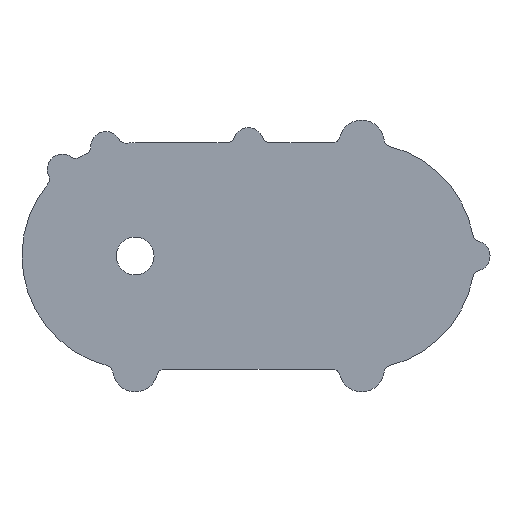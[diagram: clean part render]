
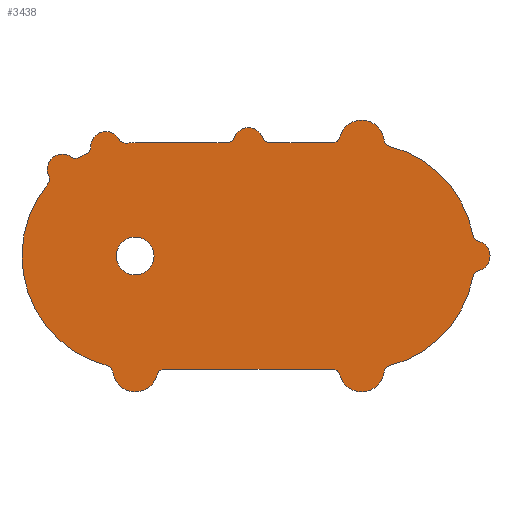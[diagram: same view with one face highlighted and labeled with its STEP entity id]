
A CAD part, front view. The second image highlights one B-rep face of the part: STEP entity #3438.
In plain terms, the highlighted planar face has unit normal (0, -1, 0).
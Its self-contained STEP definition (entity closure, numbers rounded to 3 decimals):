
#1736=VERTEX_POINT('',#1737);
#1737=CARTESIAN_POINT('',(12.5,0.0,0.));
#1743=EDGE_CURVE('',#1736,#1736,#1744,.F.);
#1744=CIRCLE('',#1745,12.5);
#1745=AXIS2_PLACEMENT_3D('',#1746,#1747,#1748);
#1746=CARTESIAN_POINT('',(0.0,0.0,0.0));
#1747=DIRECTION('',(0.0,1.0,0.0));
#1748=DIRECTION('',(-1.0,0.0,0.0));
#2610=VERTEX_POINT('',#2611);
#2611=CARTESIAN_POINT('',(135.476,0.0,-78.75));
#2617=EDGE_CURVE('',#2610,#2618,#2620,.T.);
#2618=VERTEX_POINT('',#2619);
#2619=CARTESIAN_POINT('',(130.635,0.0,-75.0));
#2620=CIRCLE('',#2621,5.0);
#2621=AXIS2_PLACEMENT_3D('',#2622,#2623,#2624);
#2622=CARTESIAN_POINT('',(130.635,0.0,-80.0));
#2623=DIRECTION('',(0.0,-1.0,0.0));
#2624=DIRECTION('',(0.612,0.0,0.791));
#2643=VERTEX_POINT('',#2644);
#2644=CARTESIAN_POINT('',(164.882,0.0,-76.875));
#2650=EDGE_CURVE('',#2643,#2610,#2651,.T.);
#2651=CIRCLE('',#2652,15.0);
#2652=AXIS2_PLACEMENT_3D('',#2653,#2654,#2655);
#2653=CARTESIAN_POINT('',(150.0,0.0,-75.0));
#2654=DIRECTION('',(0.0,1.0,0.0));
#2655=DIRECTION('',(-1.0,0.0,0.0));
#2667=VERTEX_POINT('',#2668);
#2668=CARTESIAN_POINT('',(-14.882,0.0,-76.875));
#2674=EDGE_CURVE('',#2667,#2675,#2677,.T.);
#2675=VERTEX_POINT('',#2676);
#2676=CARTESIAN_POINT('',(-18.603,0.0,-72.656));
#2677=CIRCLE('',#2678,5.0);
#2678=AXIS2_PLACEMENT_3D('',#2679,#2680,#2681);
#2679=CARTESIAN_POINT('',(-19.843,0.0,-77.5));
#2680=DIRECTION('',(0.0,-1.0,0.0));
#2681=DIRECTION('',(0.75,0.0,0.661));
#2700=VERTEX_POINT('',#2701);
#2701=CARTESIAN_POINT('',(14.524,0.0,-78.75));
#2707=EDGE_CURVE('',#2700,#2667,#2708,.T.);
#2708=CIRCLE('',#2709,15.0);
#2709=AXIS2_PLACEMENT_3D('',#2710,#2711,#2712);
#2710=CARTESIAN_POINT('',(0.,0.0,-75.0));
#2711=DIRECTION('',(0.0,1.0,0.0));
#2712=DIRECTION('',(-1.0,0.0,0.0));
#2722=EDGE_CURVE('',#2723,#2700,#2725,.T.);
#2723=VERTEX_POINT('',#2724);
#2724=CARTESIAN_POINT('',(19.365,0.0,-75.0));
#2725=CIRCLE('',#2726,5.0);
#2726=AXIS2_PLACEMENT_3D('',#2727,#2728,#2729);
#2727=CARTESIAN_POINT('',(19.365,0.0,-80.0));
#2728=DIRECTION('',(0.0,-1.0,0.0));
#2729=DIRECTION('',(-0.612,0.0,0.791));
#2747=EDGE_CURVE('',#2748,#2643,#2750,.T.);
#2748=VERTEX_POINT('',#2749);
#2749=CARTESIAN_POINT('',(168.603,0.0,-72.656));
#2750=CIRCLE('',#2751,5.0);
#2751=AXIS2_PLACEMENT_3D('',#2752,#2753,#2754);
#2752=CARTESIAN_POINT('',(169.843,0.0,-77.5));
#2753=DIRECTION('',(0.0,-1.0,0.0));
#2754=DIRECTION('',(-0.75,0.0,0.661));
#2774=VERTEX_POINT('',#2775);
#2775=CARTESIAN_POINT('',(227.444,0.0,-9.697));
#2781=EDGE_CURVE('',#2774,#2782,#2784,.T.);
#2782=VERTEX_POINT('',#2783);
#2783=CARTESIAN_POINT('',(223.75,0.0,-13.636));
#2784=CIRCLE('',#2785,5.0);
#2785=AXIS2_PLACEMENT_3D('',#2786,#2787,#2788);
#2786=CARTESIAN_POINT('',(228.667,0.0,-14.545));
#2787=DIRECTION('',(0.0,-1.0,0.0));
#2788=DIRECTION('',(-0.729,0.0,0.684));
#2807=VERTEX_POINT('',#2808);
#2808=CARTESIAN_POINT('',(227.444,0.0,9.697));
#2814=EDGE_CURVE('',#2807,#2774,#2815,.T.);
#2815=CIRCLE('',#2816,10.0);
#2816=AXIS2_PLACEMENT_3D('',#2817,#2818,#2819);
#2817=CARTESIAN_POINT('',(225.0,0.0,0.));
#2818=DIRECTION('',(0.0,1.0,0.0));
#2819=DIRECTION('',(-1.0,0.0,0.0));
#2829=EDGE_CURVE('',#2830,#2807,#2832,.T.);
#2830=VERTEX_POINT('',#2831);
#2831=CARTESIAN_POINT('',(223.75,0.0,13.636));
#2832=CIRCLE('',#2833,5.0);
#2833=AXIS2_PLACEMENT_3D('',#2834,#2835,#2836);
#2834=CARTESIAN_POINT('',(228.667,0.0,14.545));
#2835=DIRECTION('',(0.0,-1.0,0.0));
#2836=DIRECTION('',(-0.729,0.0,-0.684));
#2856=VERTEX_POINT('',#2857);
#2857=CARTESIAN_POINT('',(164.882,0.0,76.875));
#2863=EDGE_CURVE('',#2856,#2864,#2866,.T.);
#2864=VERTEX_POINT('',#2865);
#2865=CARTESIAN_POINT('',(168.603,0.0,72.656));
#2866=CIRCLE('',#2867,5.0);
#2867=AXIS2_PLACEMENT_3D('',#2868,#2869,#2870);
#2868=CARTESIAN_POINT('',(169.843,0.0,77.5));
#2869=DIRECTION('',(0.0,-1.0,0.0));
#2870=DIRECTION('',(-0.75,0.0,-0.661));
#2889=VERTEX_POINT('',#2890);
#2890=CARTESIAN_POINT('',(135.476,0.0,78.75));
#2896=EDGE_CURVE('',#2889,#2856,#2897,.T.);
#2897=CIRCLE('',#2898,15.0);
#2898=AXIS2_PLACEMENT_3D('',#2899,#2900,#2901);
#2899=CARTESIAN_POINT('',(150.0,0.0,75.0));
#2900=DIRECTION('',(0.0,1.0,0.0));
#2901=DIRECTION('',(-1.0,0.0,0.0));
#2913=VERTEX_POINT('',#2914);
#2914=CARTESIAN_POINT('',(84.428,0.0,78.333));
#2920=EDGE_CURVE('',#2913,#2921,#2923,.T.);
#2921=VERTEX_POINT('',#2922);
#2922=CARTESIAN_POINT('',(89.142,0.0,75.0));
#2923=CIRCLE('',#2924,5.0);
#2924=AXIS2_PLACEMENT_3D('',#2925,#2926,#2927);
#2925=CARTESIAN_POINT('',(89.142,0.0,80.0));
#2926=DIRECTION('',(0.0,-1.0,0.0));
#2927=DIRECTION('',(-0.577,0.0,-0.816));
#2946=VERTEX_POINT('',#2947);
#2947=CARTESIAN_POINT('',(65.572,0.0,78.333));
#2953=EDGE_CURVE('',#2946,#2913,#2954,.T.);
#2954=CIRCLE('',#2955,10.0);
#2955=AXIS2_PLACEMENT_3D('',#2956,#2957,#2958);
#2956=CARTESIAN_POINT('',(75.0,0.0,75.0));
#2957=DIRECTION('',(0.0,1.0,0.0));
#2958=DIRECTION('',(-1.0,0.0,0.0));
#2970=VERTEX_POINT('',#2971);
#2971=CARTESIAN_POINT('',(-10.678,0.0,77.315));
#2977=EDGE_CURVE('',#2970,#2978,#2980,.T.);
#2978=VERTEX_POINT('',#2979);
#2979=CARTESIAN_POINT('',(-5.917,0.0,74.766));
#2980=CIRCLE('',#2981,5.0);
#2981=AXIS2_PLACEMENT_3D('',#2982,#2983,#2984);
#2982=CARTESIAN_POINT('',(-6.311,0.0,79.751));
#2983=DIRECTION('',(0.0,-1.0,0.0));
#2984=DIRECTION('',(-0.472,0.0,-0.882));
#3003=VERTEX_POINT('',#3004);
#3004=CARTESIAN_POINT('',(-29.41,0.0,72.296));
#3010=EDGE_CURVE('',#3003,#2970,#3011,.T.);
#3011=CIRCLE('',#3012,10.0);
#3012=AXIS2_PLACEMENT_3D('',#3013,#3014,#3015);
#3013=CARTESIAN_POINT('',(-19.411,0.0,72.444));
#3014=DIRECTION('',(0.0,1.0,0.0));
#3015=DIRECTION('',(-1.0,0.0,0.0));
#3027=VERTEX_POINT('',#3028);
#3028=CARTESIAN_POINT('',(-42.352,0.0,65.559));
#3034=EDGE_CURVE('',#3027,#3035,#3037,.T.);
#3035=VERTEX_POINT('',#3036);
#3036=CARTESIAN_POINT('',(-36.96,0.0,65.261));
#3037=CIRCLE('',#3038,5.0);
#3038=AXIS2_PLACEMENT_3D('',#3039,#3040,#3041);
#3039=CARTESIAN_POINT('',(-39.424,0.0,69.611));
#3040=DIRECTION('',(0.0,-1.0,0.0));
#3041=DIRECTION('',(-0.055,0.0,-0.998));
#3060=VERTEX_POINT('',#3061);
#3061=CARTESIAN_POINT('',(-57.208,0.0,53.093));
#3067=EDGE_CURVE('',#3060,#3027,#3068,.T.);
#3068=CIRCLE('',#3069,10.0);
#3069=AXIS2_PLACEMENT_3D('',#3070,#3071,#3072);
#3070=CARTESIAN_POINT('',(-48.209,0.0,57.453));
#3071=DIRECTION('',(0.0,1.0,0.0));
#3072=DIRECTION('',(-1.0,0.0,0.0));
#3082=EDGE_CURVE('',#3083,#3060,#3085,.T.);
#3083=VERTEX_POINT('',#3084);
#3084=CARTESIAN_POINT('',(-57.851,0.0,47.731));
#3085=CIRCLE('',#3086,5.0);
#3086=AXIS2_PLACEMENT_3D('',#3087,#3088,#3089);
#3087=CARTESIAN_POINT('',(-61.708,0.0,50.913));
#3088=DIRECTION('',(0.0,-1.0,0.0));
#3089=DIRECTION('',(0.993,0.0,-0.119));
#3107=EDGE_CURVE('',#3108,#3003,#3110,.T.);
#3108=VERTEX_POINT('',#3109);
#3109=CARTESIAN_POINT('',(-32.259,0.0,67.708));
#3110=CIRCLE('',#3111,5.0);
#3111=AXIS2_PLACEMENT_3D('',#3112,#3113,#3114);
#3112=CARTESIAN_POINT('',(-34.41,0.0,72.222));
#3113=DIRECTION('',(0.0,-1.0,0.0));
#3114=DIRECTION('',(0.85,0.0,-0.528));
#3132=EDGE_CURVE('',#3133,#2889,#3135,.T.);
#3133=VERTEX_POINT('',#3134);
#3134=CARTESIAN_POINT('',(130.635,0.0,75.0));
#3135=CIRCLE('',#3136,5.0);
#3136=AXIS2_PLACEMENT_3D('',#3137,#3138,#3139);
#3137=CARTESIAN_POINT('',(130.635,0.0,80.0));
#3138=DIRECTION('',(0.0,-1.0,0.0));
#3139=DIRECTION('',(0.612,0.0,-0.791));
#3157=EDGE_CURVE('',#3158,#2946,#3160,.T.);
#3158=VERTEX_POINT('',#3159);
#3159=CARTESIAN_POINT('',(60.858,0.0,75.0));
#3160=CIRCLE('',#3161,5.0);
#3161=AXIS2_PLACEMENT_3D('',#3162,#3163,#3164);
#3162=CARTESIAN_POINT('',(60.858,0.0,80.0));
#3163=DIRECTION('',(0.0,-1.0,0.0));
#3164=DIRECTION('',(0.577,0.0,-0.816));
#3185=EDGE_CURVE('',#2782,#2748,#3186,.T.);
#3186=CIRCLE('',#3187,75.0);
#3187=AXIS2_PLACEMENT_3D('',#3188,#3189,#3190);
#3188=CARTESIAN_POINT('',(150.0,0.0,0.0));
#3189=DIRECTION('',(0.0,1.0,0.0));
#3190=DIRECTION('',(0.0,0.0,1.0));
#3201=EDGE_CURVE('',#2618,#2723,#3202,.T.);
#3202=LINE('',#3203,#3204);
#3203=CARTESIAN_POINT('',(150.0,0.0,-75.0));
#3204=VECTOR('',#3205,1.0);
#3205=DIRECTION('',(-1.0,0.0,0.0));
#3218=EDGE_CURVE('',#2978,#3219,#3221,.T.);
#3219=VERTEX_POINT('',#3220);
#3220=CARTESIAN_POINT('',(0.,0.0,75.0));
#3221=CIRCLE('',#3222,75.0);
#3222=AXIS2_PLACEMENT_3D('',#3223,#3224,#3225);
#3223=CARTESIAN_POINT('',(0.0,0.0,0.0));
#3224=DIRECTION('',(0.0,1.0,0.0));
#3225=DIRECTION('',(0.0,0.0,-1.0));
#3243=EDGE_CURVE('',#3035,#3108,#3244,.T.);
#3244=CIRCLE('',#3245,75.0);
#3245=AXIS2_PLACEMENT_3D('',#3246,#3247,#3248);
#3246=CARTESIAN_POINT('',(0.0,0.0,0.0));
#3247=DIRECTION('',(0.0,1.0,0.0));
#3248=DIRECTION('',(0.0,0.0,-1.0));
#3261=EDGE_CURVE('',#2675,#3083,#3262,.T.);
#3262=CIRCLE('',#3263,75.0);
#3263=AXIS2_PLACEMENT_3D('',#3264,#3265,#3266);
#3264=CARTESIAN_POINT('',(0.0,0.0,0.0));
#3265=DIRECTION('',(0.0,1.0,0.0));
#3266=DIRECTION('',(0.0,0.0,-1.0));
#3281=EDGE_CURVE('',#2864,#2830,#3282,.T.);
#3282=CIRCLE('',#3283,75.0);
#3283=AXIS2_PLACEMENT_3D('',#3284,#3285,#3286);
#3284=CARTESIAN_POINT('',(150.0,0.0,0.0));
#3285=DIRECTION('',(0.0,1.0,0.0));
#3286=DIRECTION('',(0.0,0.0,1.0));
#3297=EDGE_CURVE('',#2921,#3133,#3298,.T.);
#3298=LINE('',#3299,#3300);
#3299=CARTESIAN_POINT('',(0.,0.0,75.0));
#3300=VECTOR('',#3301,1.0);
#3301=DIRECTION('',(1.0,0.0,0.0));
#3316=EDGE_CURVE('',#3219,#3158,#3317,.T.);
#3317=LINE('',#3318,#3319);
#3318=CARTESIAN_POINT('',(0.,0.0,75.0));
#3319=VECTOR('',#3320,1.0);
#3320=DIRECTION('',(1.0,0.0,0.0));
#3438=ADVANCED_FACE('',(#3439,#3470),#3473,.F.);
#3439=FACE_BOUND('',#3440,.T.);
#3440=EDGE_LOOP('',(#3441,#3442,#3443,#3444,#3445,#3446,#3447,#3448,#3449,#3450,#3451,#3452,#3453,#3454,#3455,#3456,#3457,#3458,#3459,#3460,#3461,#3462,#3463,#3464,#3465,#3466,#3467,#3468,#3469));
#3441=ORIENTED_EDGE('',*,*,#3185,.F.);
#3442=ORIENTED_EDGE('',*,*,#2781,.F.);
#3443=ORIENTED_EDGE('',*,*,#2814,.F.);
#3444=ORIENTED_EDGE('',*,*,#2829,.F.);
#3445=ORIENTED_EDGE('',*,*,#3281,.F.);
#3446=ORIENTED_EDGE('',*,*,#2863,.F.);
#3447=ORIENTED_EDGE('',*,*,#2896,.F.);
#3448=ORIENTED_EDGE('',*,*,#3132,.F.);
#3449=ORIENTED_EDGE('',*,*,#3297,.F.);
#3450=ORIENTED_EDGE('',*,*,#2920,.F.);
#3451=ORIENTED_EDGE('',*,*,#2953,.F.);
#3452=ORIENTED_EDGE('',*,*,#3157,.F.);
#3453=ORIENTED_EDGE('',*,*,#3316,.F.);
#3454=ORIENTED_EDGE('',*,*,#3218,.F.);
#3455=ORIENTED_EDGE('',*,*,#2977,.F.);
#3456=ORIENTED_EDGE('',*,*,#3010,.F.);
#3457=ORIENTED_EDGE('',*,*,#3107,.F.);
#3458=ORIENTED_EDGE('',*,*,#3243,.F.);
#3459=ORIENTED_EDGE('',*,*,#3034,.F.);
#3460=ORIENTED_EDGE('',*,*,#3067,.F.);
#3461=ORIENTED_EDGE('',*,*,#3082,.F.);
#3462=ORIENTED_EDGE('',*,*,#3261,.F.);
#3463=ORIENTED_EDGE('',*,*,#2674,.F.);
#3464=ORIENTED_EDGE('',*,*,#2707,.F.);
#3465=ORIENTED_EDGE('',*,*,#2722,.F.);
#3466=ORIENTED_EDGE('',*,*,#3201,.F.);
#3467=ORIENTED_EDGE('',*,*,#2617,.F.);
#3468=ORIENTED_EDGE('',*,*,#2650,.F.);
#3469=ORIENTED_EDGE('',*,*,#2747,.F.);
#3470=FACE_BOUND('',#3471,.T.);
#3471=EDGE_LOOP('',(#3472));
#3472=ORIENTED_EDGE('',*,*,#1743,.F.);
#3473=PLANE('',#3474);
#3474=AXIS2_PLACEMENT_3D('',#3475,#3476,#3477);
#3475=CARTESIAN_POINT('',(75.0,0.0,0.0));
#3476=DIRECTION('',(0.0,1.0,0.0));
#3477=DIRECTION('',(1.0,0.0,0.0));
